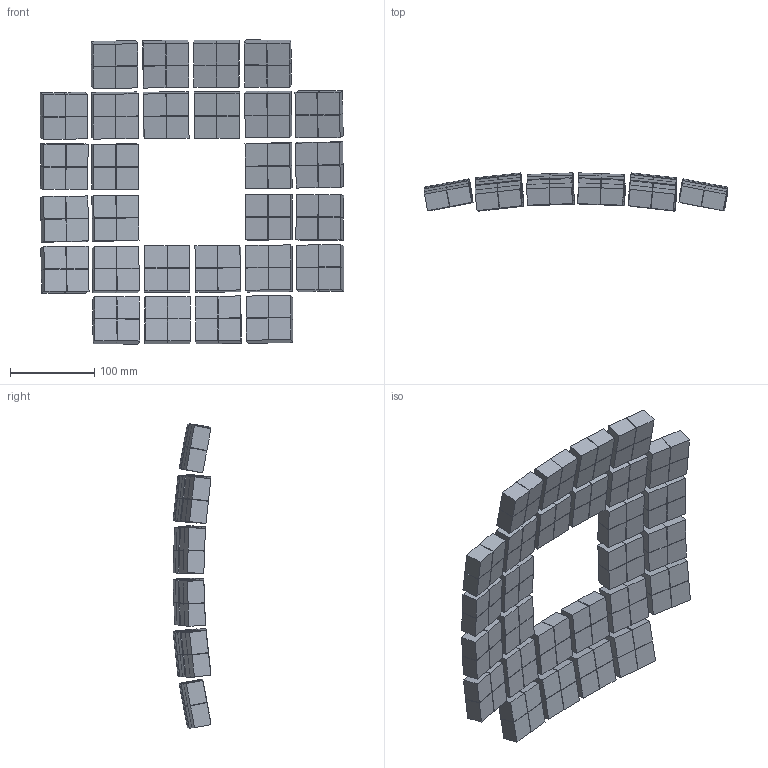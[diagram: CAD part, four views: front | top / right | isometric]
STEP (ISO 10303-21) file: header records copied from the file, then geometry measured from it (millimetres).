
FILE_DESCRIPTION(/* description */ (''),/* implementation_level */ '2;1');
FILE_NAME(/* name */ 'FT0-C-geometry.stp',/* time_stamp */ '2024-11-05T10:08:00+01:00',/* author */ ('mczarnyn'),/* organization */ (''),/* preprocessor_version */ 'ST-DEVELOPER v20',/* originating_system */ 'Autodesk Inventor 2024',/* authorisation */ '');
FILE_SCHEMA (('AUTOMOTIVE_DESIGN { 1 0 10303 214 3 1 1 }'));
Length unit declared in the file: millimetre
Products named in the file (5): FT0-C-geometry; sideC; half+adapters+14front_covers; Quartz-radiators-2x2; Quartz-radiator
Assembly tree (21 placements, depth 5):
  FT0-C-geometry
    sideC
      half+adapters+14front_covers  x2
        Quartz-radiators-2x2
          Quartz-radiator  x4
Bounding box: 361.3 x 45.18 x 361.87 mm (x, y, z)
Volume: 1573040 mm3; surface area: 394744 mm2
Topology: 112 solids, 112 shells, 672 faces, 1344 edges, 896 vertices
Faces by surface type: plane 672
Entity records: 466 total; most frequent: DIRECTION 78, CARTESIAN_POINT 53, AXIS2_PLACEMENT_3D 33, PRODUCT_DEFINITION_SHAPE 26, ORIENTED_EDGE 24, ITEM_DEFINED_TRANSFORMATION 21, CONTEXT_DEPENDENT_SHAPE_REPRESENTATION 21, NEXT_ASSEMBLY_USAGE_OCCURRENCE 21
